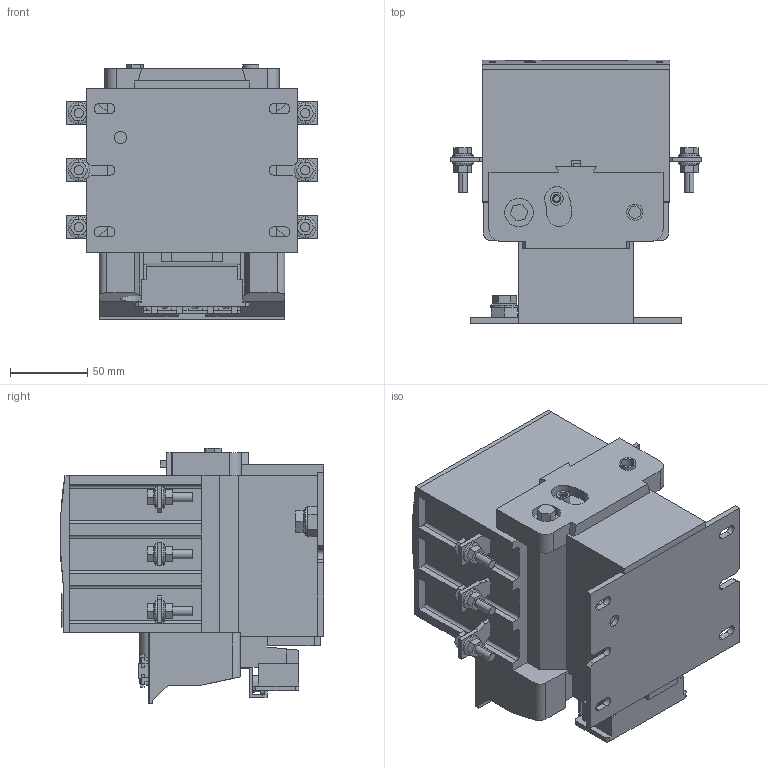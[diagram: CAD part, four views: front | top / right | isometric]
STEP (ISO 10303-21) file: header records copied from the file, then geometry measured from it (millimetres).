
FILE_DESCRIPTION (( 'STEP AP214' ), '1' );
FILE_NAME ('KKT50-115-400-10 Êîíòàêòîð ÊÒÈ-5115 115À 400Â_ÀÑ3 ÈÝÊ.STEP', '2017-12-19T07:12:54', ( '' ), ( '' ), 'SwSTEP 2.0', 'SolidWorks 2014', '' );
FILE_SCHEMA (( 'AUTOMOTIVE_DESIGN' ));
Length unit declared in the file: millimetre
Products named in the file (1): KKT50-115-400-10 Êîíòàêòîð ÊÒÈ-5115  115À  400Â_ÀÑ3 ÈÝÊ
Bounding box: 163.5 x 170.93 x 166.2 mm (x, y, z)
Volume: 2123271 mm3; surface area: 181652.7 mm2
Topology: 14 solids, 14 shells, 1382 faces, 3726 edges, 2436 vertices
Faces by surface type: plane 902, cylinder 238, bspline 181, cone 52, torus 9
Entity records: 54067 total; most frequent: CARTESIAN_POINT 20133, ORIENTED_EDGE 7440, DIRECTION 6222, EDGE_CURVE 3720, LINE 2674, VECTOR 2674, VERTEX_POINT 2436, AXIS2_PLACEMENT_3D 1774
